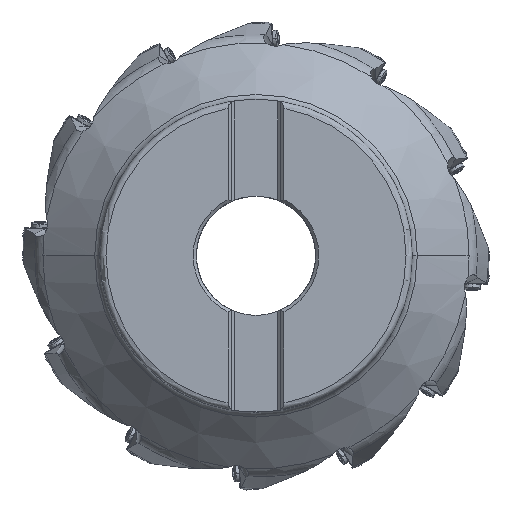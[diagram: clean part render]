
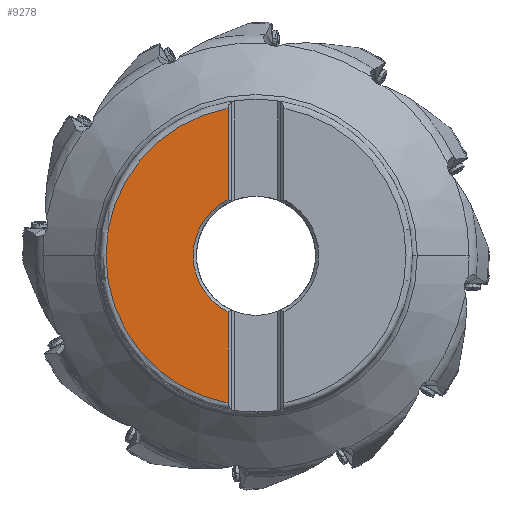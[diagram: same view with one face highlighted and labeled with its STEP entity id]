
A CAD part, top view. The second image highlights one B-rep face of the part: STEP entity #9278.
In plain terms, the highlighted planar face has unit normal (0, 0, 1).
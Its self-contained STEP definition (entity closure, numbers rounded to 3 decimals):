
#3607=LINE('',#60335,#5647);
#3608=LINE('',#60341,#5648);
#5647=VECTOR('',#41472,1.);
#5648=VECTOR('',#41477,1.);
#7634=FACE_OUTER_BOUND('',#11968,.T.);
#9278=ADVANCED_FACE('',(#7634),#10493,.T.);
#10493=PLANE('',#35306);
#11968=EDGE_LOOP('',(#18132,#18133,#18134,#18135,#18136,#18137));
#18132=ORIENTED_EDGE('',*,*,#28673,.F.);
#18133=ORIENTED_EDGE('',*,*,#28672,.F.);
#18134=ORIENTED_EDGE('',*,*,#28674,.F.);
#18135=ORIENTED_EDGE('',*,*,#28675,.F.);
#18136=ORIENTED_EDGE('',*,*,#28676,.F.);
#18137=ORIENTED_EDGE('',*,*,#28677,.F.);
#24547=VERTEX_POINT('',#60316);
#24548=VERTEX_POINT('',#60330);
#24549=VERTEX_POINT('',#60332);
#24550=VERTEX_POINT('',#60336);
#24551=VERTEX_POINT('',#60338);
#24552=VERTEX_POINT('',#60340);
#28672=EDGE_CURVE('',#24548,#24549,#31595,.T.);
#28673=EDGE_CURVE('',#24549,#24547,#31596,.T.);
#28674=EDGE_CURVE('',#24550,#24548,#3607,.T.);
#28675=EDGE_CURVE('',#24551,#24550,#31597,.T.);
#28676=EDGE_CURVE('',#24552,#24551,#31598,.T.);
#28677=EDGE_CURVE('',#24547,#24552,#3608,.T.);
#31595=CIRCLE('',#35301,48.);
#31596=CIRCLE('',#35302,48.);
#31597=CIRCLE('',#35304,20.085);
#31598=CIRCLE('',#35305,20.085);
#35301=AXIS2_PLACEMENT_3D('',#60331,#41466,#41467);
#35302=AXIS2_PLACEMENT_3D('',#60333,#41468,#41469);
#35304=AXIS2_PLACEMENT_3D('',#60337,#41473,#41474);
#35305=AXIS2_PLACEMENT_3D('',#60339,#41475,#41476);
#35306=AXIS2_PLACEMENT_3D('',#60342,#41478,#41479);
#41466=DIRECTION('',(0.,0.,-1.));
#41467=DIRECTION('',(-0.186,-0.983,0.));
#41468=DIRECTION('',(0.,0.,-1.));
#41469=DIRECTION('',(-1.,0.,0.));
#41472=DIRECTION('',(0.,-1.,0.));
#41473=DIRECTION('',(0.,0.,1.));
#41474=DIRECTION('',(-1.,0.,0.));
#41475=DIRECTION('',(0.,0.,1.));
#41476=DIRECTION('',(-0.445,0.896,0.));
#41477=DIRECTION('',(0.,-1.,0.));
#41478=DIRECTION('',(0.,0.,1.));
#41479=DIRECTION('',(1.,0.,0.));
#60316=CARTESIAN_POINT('',(-8.938,47.161,0.));
#60330=CARTESIAN_POINT('',(-8.937,-47.161,0.));
#60331=CARTESIAN_POINT('',(0.,0.,0.));
#60332=CARTESIAN_POINT('',(-48.,0.,0.));
#60333=CARTESIAN_POINT('',(0.,0.,0.));
#60335=CARTESIAN_POINT('',(-8.937,-17.987,0.));
#60336=CARTESIAN_POINT('',(-8.937,-17.987,0.));
#60337=CARTESIAN_POINT('',(0.,0.,0.));
#60338=CARTESIAN_POINT('',(-20.085,0.,0.));
#60339=CARTESIAN_POINT('',(0.,0.,0.));
#60340=CARTESIAN_POINT('',(-8.937,17.987,0.));
#60341=CARTESIAN_POINT('',(-8.938,47.161,0.));
#60342=CARTESIAN_POINT('',(-28.469,0.,0.));
